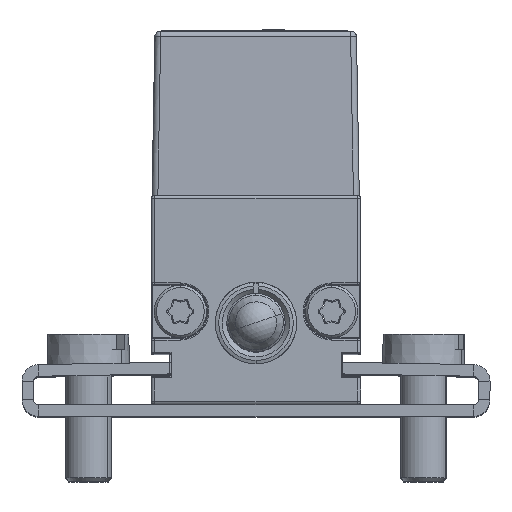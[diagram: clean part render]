
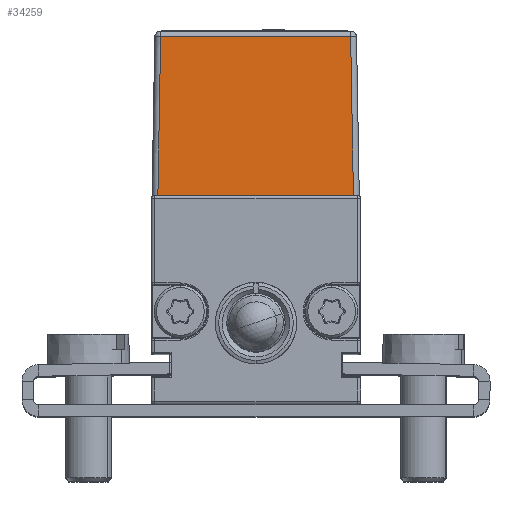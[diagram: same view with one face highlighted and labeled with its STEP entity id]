
A CAD part, top view. The second image highlights one B-rep face of the part: STEP entity #34259.
In plain terms, the highlighted planar face has unit normal (0, 0.018, 1).
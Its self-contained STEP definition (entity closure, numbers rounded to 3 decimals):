
#14320 = CARTESIAN_POINT ( 'NONE',  ( 8.129, 31.583, 57.547 ) ) ;
#14341 = CARTESIAN_POINT ( 'NONE',  ( -8.426, 18., 57.784 ) ) ;
#14710 = CARTESIAN_POINT ( 'NONE',  ( -8.189, 31.583, 57.547 ) ) ;
#14745 = CARTESIAN_POINT ( 'NONE',  ( 8.366, 18., 57.784 ) ) ;
#16843 = ORIENTED_EDGE ( 'NONE', *, *, #36104, .T. ) ;
#16918 = ORIENTED_EDGE ( 'NONE', *, *, #36099, .T. ) ;
#16945 = ORIENTED_EDGE ( 'NONE', *, *, #36102, .T. ) ;
#19320 = FACE_OUTER_BOUND ( 'NONE', #19715, .T. ) ;
#19321 = PLANE ( 'NONE',  #20460 ) ;
#19331 = CARTESIAN_POINT ( 'NONE',  ( -8.929, 18., 57.784 ) ) ;
#19332 = DIRECTION ( 'NONE',  ( 0., 0.017, 1. ) ) ;
#19333 = DIRECTION ( 'NONE',  ( 0., -1., 0.017 ) ) ;
#19715 = EDGE_LOOP ( 'NONE', ( #16945, #16843, #20235, #16918 ) ) ;
#20235 = ORIENTED_EDGE ( 'NONE', *, *, #36140, .T. ) ;
#20460 = AXIS2_PLACEMENT_3D ( 'NONE', #19331, #19332, #19333 ) ;
#30471 = VERTEX_POINT ( 'NONE', #14320 ) ;
#30506 = VERTEX_POINT ( 'NONE', #14341 ) ;
#30923 = VERTEX_POINT ( 'NONE', #14710 ) ;
#30958 = VERTEX_POINT ( 'NONE', #14745 ) ;
#32847 = VECTOR ( 'NONE', #39358, 1000. ) ;
#32856 = VECTOR ( 'NONE', #39374, 1000. ) ;
#32857 = VECTOR ( 'NONE', #39379, 1000. ) ;
#32912 = VECTOR ( 'NONE', #39511, 1000. ) ;
#34259 = ADVANCED_FACE ( 'NONE', ( #19320 ), #19321, .T. ) ;
#36099 = EDGE_CURVE ( 'NONE', #30506, #30958, #39348, .T. ) ;
#36102 = EDGE_CURVE ( 'NONE', #30958, #30471, #39362, .T. ) ;
#36104 = EDGE_CURVE ( 'NONE', #30471, #30923, #39361, .T. ) ;
#36140 = EDGE_CURVE ( 'NONE', #30923, #30506, #39492, .T. ) ;
#39348 = LINE ( 'NONE', #39356, #32847 ) ;
#39356 = CARTESIAN_POINT ( 'NONE',  ( -8.929, 18., 57.784 ) ) ;
#39358 = DIRECTION ( 'NONE',  ( 1., 0., 0. ) ) ;
#39361 = LINE ( 'NONE', #39363, #32857 ) ;
#39362 = LINE ( 'NONE', #39373, #32856 ) ;
#39363 = CARTESIAN_POINT ( 'NONE',  ( -8.929, 31.583, 57.547 ) ) ;
#39373 = CARTESIAN_POINT ( 'NONE',  ( 8.36, 18.302, 57.779 ) ) ;
#39374 = DIRECTION ( 'NONE',  ( -0.017, 1., -0.017 ) ) ;
#39379 = DIRECTION ( 'NONE',  ( -1., 0., 0. ) ) ;
#39492 = LINE ( 'NONE', #39494, #32912 ) ;
#39494 = CARTESIAN_POINT ( 'NONE',  ( -8.426, 17.991, 57.784 ) ) ;
#39511 = DIRECTION ( 'NONE',  ( -0.017, -1., 0.017 ) ) ;
